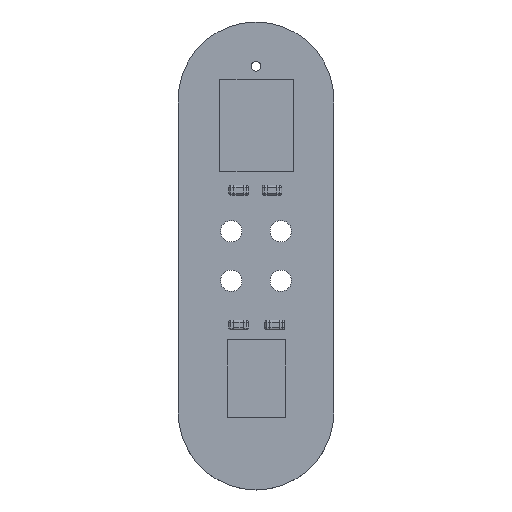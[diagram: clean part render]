
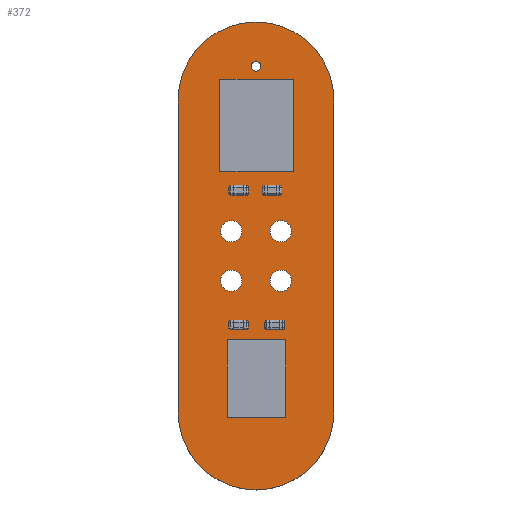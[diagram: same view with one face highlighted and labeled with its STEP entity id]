
A CAD part, top view. The second image highlights one B-rep face of the part: STEP entity #372.
In plain terms, the highlighted planar face has unit normal (0, 0, 1).
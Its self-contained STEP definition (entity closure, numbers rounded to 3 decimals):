
#59 = VERTEX_POINT('',#60);
#60 = CARTESIAN_POINT('',(-4.,-8.,0.));
#66 = EDGE_CURVE('',#59,#67,#69,.T.);
#67 = VERTEX_POINT('',#68);
#68 = CARTESIAN_POINT('',(-4.,8.,0.));
#69 = LINE('',#70,#71);
#70 = CARTESIAN_POINT('',(-4.,-8.,0.));
#71 = VECTOR('',#72,1.);
#72 = DIRECTION('',(0.,1.,0.));
#97 = EDGE_CURVE('',#67,#98,#100,.T.);
#98 = VERTEX_POINT('',#99);
#99 = CARTESIAN_POINT('',(4.,8.,0.));
#100 = CIRCLE('',#101,4.);
#101 = AXIS2_PLACEMENT_3D('',#102,#103,#104);
#102 = CARTESIAN_POINT('',(0.,8.,0.));
#103 = DIRECTION('',(0.,0.,-1.));
#104 = DIRECTION('',(-1.,0.,0.));
#130 = EDGE_CURVE('',#98,#131,#133,.T.);
#131 = VERTEX_POINT('',#132);
#132 = CARTESIAN_POINT('',(4.,-8.,0.));
#133 = LINE('',#134,#135);
#134 = CARTESIAN_POINT('',(4.,8.,0.));
#135 = VECTOR('',#136,1.);
#136 = DIRECTION('',(0.,-1.,0.));
#161 = EDGE_CURVE('',#131,#59,#162,.T.);
#162 = CIRCLE('',#163,4.);
#163 = AXIS2_PLACEMENT_3D('',#164,#165,#166);
#164 = CARTESIAN_POINT('',(0.,-8.,0.));
#165 = DIRECTION('',(0.,0.,-1.));
#166 = DIRECTION('',(1.,0.,0.));
#187 = VERTEX_POINT('',#188);
#188 = CARTESIAN_POINT('',(-0.72,-1.27,0.));
#194 = EDGE_CURVE('',#187,#187,#195,.T.);
#195 = CIRCLE('',#196,0.55);
#196 = AXIS2_PLACEMENT_3D('',#197,#198,#199);
#197 = CARTESIAN_POINT('',(-1.27,-1.27,0.));
#198 = DIRECTION('',(0.,0.,1.));
#199 = DIRECTION('',(1.,0.,0.));
#220 = VERTEX_POINT('',#221);
#221 = CARTESIAN_POINT('',(-0.72,1.27,0.));
#227 = EDGE_CURVE('',#220,#220,#228,.T.);
#228 = CIRCLE('',#229,0.55);
#229 = AXIS2_PLACEMENT_3D('',#230,#231,#232);
#230 = CARTESIAN_POINT('',(-1.27,1.27,0.));
#231 = DIRECTION('',(0.,0.,1.));
#232 = DIRECTION('',(1.,0.,0.));
#253 = VERTEX_POINT('',#254);
#254 = CARTESIAN_POINT('',(1.82,-1.27,0.));
#260 = EDGE_CURVE('',#253,#253,#261,.T.);
#261 = CIRCLE('',#262,0.55);
#262 = AXIS2_PLACEMENT_3D('',#263,#264,#265);
#263 = CARTESIAN_POINT('',(1.27,-1.27,0.));
#264 = DIRECTION('',(0.,0.,1.));
#265 = DIRECTION('',(1.,0.,0.));
#286 = VERTEX_POINT('',#287);
#287 = CARTESIAN_POINT('',(0.25,9.73,0.));
#293 = EDGE_CURVE('',#286,#286,#294,.T.);
#294 = CIRCLE('',#295,0.25);
#295 = AXIS2_PLACEMENT_3D('',#296,#297,#298);
#296 = CARTESIAN_POINT('',(0.,9.73,0.));
#297 = DIRECTION('',(0.,0.,1.));
#298 = DIRECTION('',(1.,0.,0.));
#319 = VERTEX_POINT('',#320);
#320 = CARTESIAN_POINT('',(1.82,1.27,0.));
#326 = EDGE_CURVE('',#319,#319,#327,.T.);
#327 = CIRCLE('',#328,0.55);
#328 = AXIS2_PLACEMENT_3D('',#329,#330,#331);
#329 = CARTESIAN_POINT('',(1.27,1.27,0.));
#330 = DIRECTION('',(0.,0.,1.));
#331 = DIRECTION('',(1.,0.,0.));
#372 = ADVANCED_FACE('',(#373,#379,#382,#385,#388,#391),#394,.T.);
#373 = FACE_BOUND('',#374,.F.);
#374 = EDGE_LOOP('',(#375,#376,#377,#378));
#375 = ORIENTED_EDGE('',*,*,#66,.T.);
#376 = ORIENTED_EDGE('',*,*,#97,.T.);
#377 = ORIENTED_EDGE('',*,*,#130,.T.);
#378 = ORIENTED_EDGE('',*,*,#161,.T.);
#379 = FACE_BOUND('',#380,.T.);
#380 = EDGE_LOOP('',(#381));
#381 = ORIENTED_EDGE('',*,*,#194,.F.);
#382 = FACE_BOUND('',#383,.T.);
#383 = EDGE_LOOP('',(#384));
#384 = ORIENTED_EDGE('',*,*,#227,.F.);
#385 = FACE_BOUND('',#386,.T.);
#386 = EDGE_LOOP('',(#387));
#387 = ORIENTED_EDGE('',*,*,#260,.F.);
#388 = FACE_BOUND('',#389,.T.);
#389 = EDGE_LOOP('',(#390));
#390 = ORIENTED_EDGE('',*,*,#293,.F.);
#391 = FACE_BOUND('',#392,.T.);
#392 = EDGE_LOOP('',(#393));
#393 = ORIENTED_EDGE('',*,*,#326,.F.);
#394 = PLANE('',#395);
#395 = AXIS2_PLACEMENT_3D('',#396,#397,#398);
#396 = CARTESIAN_POINT('',(-4.,-8.,0.));
#397 = DIRECTION('',(0.,0.,1.));
#398 = DIRECTION('',(1.,0.,0.));
